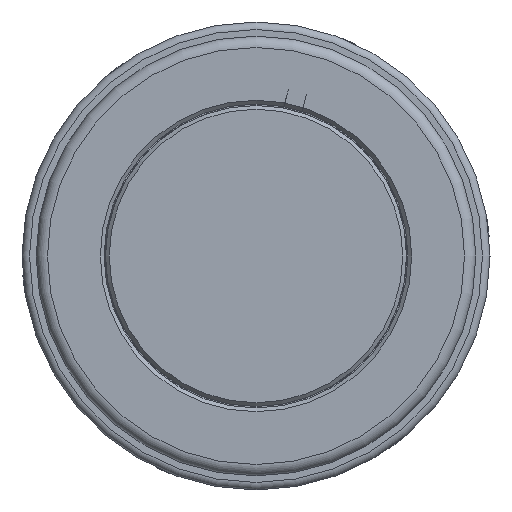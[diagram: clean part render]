
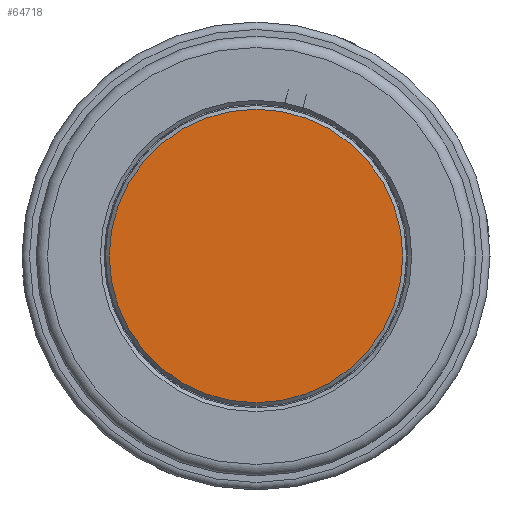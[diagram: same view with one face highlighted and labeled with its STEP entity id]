
A CAD part, left-side view. The second image highlights one B-rep face of the part: STEP entity #64718.
In plain terms, the highlighted planar face has unit normal (-1, 0, 0).
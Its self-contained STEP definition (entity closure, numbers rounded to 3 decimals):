
#64702=CARTESIAN_POINT('',(0.,-6.788,0.0));
#64703=DIRECTION('',(-1.0,0.0,0.0));
#64704=DIRECTION('',(0.0,0.0,1.0));
#64705=AXIS2_PLACEMENT_3D('',#64702,#64703,#64704);
#64706=PLANE('',#64705);
#64707=CARTESIAN_POINT('',(0.,-7.775,0.));
#64708=VERTEX_POINT('',#64707);
#64709=CARTESIAN_POINT('',(0.,0.0,0.0));
#64710=DIRECTION('',(1.0,0.0,0.0));
#64711=DIRECTION('',(0.0,1.0,0.0));
#64712=AXIS2_PLACEMENT_3D('',#64709,#64710,#64711);
#64713=CIRCLE('',#64712,7.775);
#64714=EDGE_CURVE('',#64708,#64708,#64713,.T.);
#64715=ORIENTED_EDGE('',*,*,#64714,.F.);
#64716=EDGE_LOOP('',(#64715));
#64717=FACE_OUTER_BOUND('',#64716,.T.);
#64718=ADVANCED_FACE('',(#64717),#64706,.T.);
